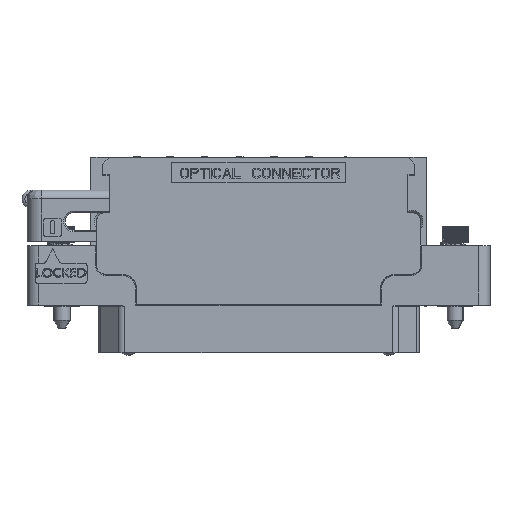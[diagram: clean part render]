
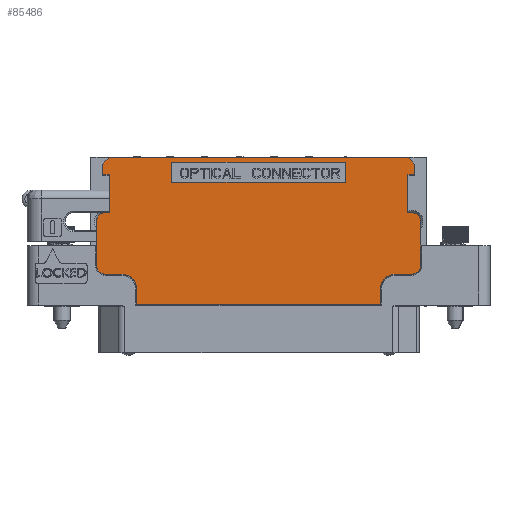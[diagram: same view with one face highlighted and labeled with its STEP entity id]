
A CAD part, top view. The second image highlights one B-rep face of the part: STEP entity #85486.
In plain terms, the highlighted planar face has unit normal (0, 0, 1).
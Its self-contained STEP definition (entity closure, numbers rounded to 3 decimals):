
#3546=DIRECTION('',(0.,1.,0.));
#3547=VECTOR('',#3546,7.6);
#3548=CARTESIAN_POINT('',(28.,6.85,7.));
#3549=LINE('',#3548,#3547);
#3930=CARTESIAN_POINT('',(-26.5,14.45,7.));
#3931=DIRECTION('',(0.,0.,1.));
#3932=DIRECTION('',(0.,1.,0.));
#3933=AXIS2_PLACEMENT_3D('',#3930,#3931,#3932);
#3935=DIRECTION('',(-1.,0.,0.));
#3936=VECTOR('',#3935,1.2);
#3937=CARTESIAN_POINT('',(-25.8,22.54,7.));
#3938=LINE('',#3937,#3936);
#3939=DIRECTION('',(0.,1.,0.));
#3940=VECTOR('',#3939,1.8);
#3941=CARTESIAN_POINT('',(-27.,22.54,7.));
#3942=LINE('',#3941,#3940);
#3943=DIRECTION('',(0.707,0.707,0.));
#3944=VECTOR('',#3943,1.697);
#3945=CARTESIAN_POINT('',(-27.,24.34,7.));
#3946=LINE('',#3945,#3944);
#3947=DIRECTION('',(-1.,0.,0.));
#3948=VECTOR('',#3947,51.6);
#3949=CARTESIAN_POINT('',(25.8,25.54,7.));
#3950=LINE('',#3949,#3948);
#3951=DIRECTION('',(0.707,-0.707,0.));
#3952=VECTOR('',#3951,1.697);
#3953=CARTESIAN_POINT('',(25.8,25.54,7.));
#3954=LINE('',#3953,#3952);
#3955=DIRECTION('',(0.,-1.,0.));
#3956=VECTOR('',#3955,1.8);
#3957=CARTESIAN_POINT('',(27.,24.34,7.));
#3958=LINE('',#3957,#3956);
#3959=DIRECTION('',(-1.,0.,0.));
#3960=VECTOR('',#3959,1.2);
#3961=CARTESIAN_POINT('',(27.,22.54,7.));
#3962=LINE('',#3961,#3960);
#3963=DIRECTION('',(1.,0.,0.));
#3964=VECTOR('',#3963,0.7);
#3965=CARTESIAN_POINT('',(25.8,15.95,7.));
#3966=LINE('',#3965,#3964);
#3967=CARTESIAN_POINT('',(26.5,14.45,7.));
#3968=DIRECTION('',(0.,0.,-1.));
#3969=DIRECTION('',(0.,1.,0.));
#3970=AXIS2_PLACEMENT_3D('',#3967,#3968,#3969);
#3972=CARTESIAN_POINT('',(26.5,6.85,7.));
#3973=DIRECTION('',(0.,0.,1.));
#3974=DIRECTION('',(0.,-1.,0.));
#3975=AXIS2_PLACEMENT_3D('',#3972,#3973,#3974);
#3977=CARTESIAN_POINT('',(23.643,2.75,7.));
#3978=DIRECTION('',(0.,0.,-1.));
#3979=DIRECTION('',(-1.,0.,0.));
#3980=AXIS2_PLACEMENT_3D('',#3977,#3978,#3979);
#3982=DIRECTION('',(0.,1.,0.));
#3983=VECTOR('',#3982,2.65);
#3984=CARTESIAN_POINT('',(21.043,0.1,7.));
#3985=LINE('',#3984,#3983);
#3986=DIRECTION('',(1.,0.,0.));
#3987=VECTOR('',#3986,42.086);
#3988=CARTESIAN_POINT('',(-21.043,0.1,7.));
#3989=LINE('',#3988,#3987);
#3990=DIRECTION('',(0.,-1.,0.));
#3991=VECTOR('',#3990,2.65);
#3992=CARTESIAN_POINT('',(-21.043,2.75,7.));
#3993=LINE('',#3992,#3991);
#3994=CARTESIAN_POINT('',(-23.643,2.75,7.));
#3995=DIRECTION('',(0.,0.,-1.));
#3996=DIRECTION('',(0.,1.,0.));
#3997=AXIS2_PLACEMENT_3D('',#3994,#3995,#3996);
#3999=CARTESIAN_POINT('',(-26.5,6.85,7.));
#4000=DIRECTION('',(0.,0.,1.));
#4001=DIRECTION('',(-1.,0.,0.));
#4002=AXIS2_PLACEMENT_3D('',#3999,#4000,#4001);
#4004=DIRECTION('',(0.,1.,0.));
#4005=VECTOR('',#4004,7.6);
#4006=CARTESIAN_POINT('',(-28.,6.85,7.));
#4007=LINE('',#4006,#4005);
#4008=DIRECTION('',(0.,-1.,0.));
#4009=VECTOR('',#4008,3.5);
#4010=CARTESIAN_POINT('',(-15.,24.69,7.));
#4011=LINE('',#4010,#4009);
#4012=DIRECTION('',(1.,0.,0.));
#4013=VECTOR('',#4012,30.);
#4014=CARTESIAN_POINT('',(-15.,21.19,7.));
#4015=LINE('',#4014,#4013);
#4016=DIRECTION('',(0.,1.,0.));
#4017=VECTOR('',#4016,3.5);
#4018=CARTESIAN_POINT('',(15.,21.19,7.));
#4019=LINE('',#4018,#4017);
#4020=DIRECTION('',(-1.,0.,0.));
#4021=VECTOR('',#4020,30.);
#4022=CARTESIAN_POINT('',(15.,24.69,7.));
#4023=LINE('',#4022,#4021);
#4533=DIRECTION('',(0.,-1.,0.));
#4534=VECTOR('',#4533,6.59);
#4535=CARTESIAN_POINT('',(-25.8,22.54,7.));
#4536=LINE('',#4535,#4534);
#5695=DIRECTION('',(0.,1.,0.));
#5696=VECTOR('',#5695,6.59);
#5697=CARTESIAN_POINT('',(25.8,15.95,7.));
#5698=LINE('',#5697,#5696);
#6741=DIRECTION('',(1.,0.,0.));
#6742=VECTOR('',#6741,2.857);
#6743=CARTESIAN_POINT('',(23.643,5.35,7.));
#6744=LINE('',#6743,#6742);
#6823=DIRECTION('',(1.,0.,0.));
#6824=VECTOR('',#6823,2.857);
#6825=CARTESIAN_POINT('',(-26.5,5.35,7.));
#6826=LINE('',#6825,#6824);
#32534=DIRECTION('',(-1.,0.,0.));
#32535=VECTOR('',#32534,0.7);
#32536=CARTESIAN_POINT('',(-25.8,15.95,7.));
#32537=LINE('',#32536,#32535);
#75110=CARTESIAN_POINT('',(25.8,25.54,7.));
#75111=CARTESIAN_POINT('',(27.,24.34,7.));
#75112=VERTEX_POINT('',#75110);
#75113=VERTEX_POINT('',#75111);
#75114=CARTESIAN_POINT('',(-27.,24.34,7.));
#75115=CARTESIAN_POINT('',(-25.8,25.54,7.));
#75116=VERTEX_POINT('',#75114);
#75117=VERTEX_POINT('',#75115);
#75148=CARTESIAN_POINT('',(26.5,15.95,7.));
#75150=VERTEX_POINT('',#75148);
#75152=CARTESIAN_POINT('',(25.8,15.95,7.));
#75153=VERTEX_POINT('',#75152);
#75158=CARTESIAN_POINT('',(28.,14.45,7.));
#75159=VERTEX_POINT('',#75158);
#75663=CARTESIAN_POINT('',(-25.8,22.54,7.));
#75664=CARTESIAN_POINT('',(-27.,22.54,7.));
#75665=VERTEX_POINT('',#75663);
#75666=VERTEX_POINT('',#75664);
#75667=CARTESIAN_POINT('',(27.,22.54,7.));
#75668=CARTESIAN_POINT('',(25.8,22.54,7.));
#75669=VERTEX_POINT('',#75667);
#75670=VERTEX_POINT('',#75668);
#75671=CARTESIAN_POINT('',(-25.8,15.95,7.));
#75672=VERTEX_POINT('',#75671);
#75704=CARTESIAN_POINT('',(26.5,5.35,7.));
#75705=CARTESIAN_POINT('',(28.,6.85,7.));
#75706=VERTEX_POINT('',#75704);
#75707=VERTEX_POINT('',#75705);
#75708=CARTESIAN_POINT('',(-28.,6.85,7.));
#75709=CARTESIAN_POINT('',(-26.5,5.35,7.));
#75710=VERTEX_POINT('',#75708);
#75711=VERTEX_POINT('',#75709);
#75724=CARTESIAN_POINT('',(-23.643,5.35,7.));
#75725=CARTESIAN_POINT('',(-21.043,2.75,7.));
#75726=VERTEX_POINT('',#75724);
#75727=VERTEX_POINT('',#75725);
#75728=CARTESIAN_POINT('',(-21.043,0.1,7.));
#75729=VERTEX_POINT('',#75728);
#75730=CARTESIAN_POINT('',(21.043,0.1,7.));
#75731=VERTEX_POINT('',#75730);
#75732=CARTESIAN_POINT('',(21.043,2.75,7.));
#75733=VERTEX_POINT('',#75732);
#75734=CARTESIAN_POINT('',(23.643,5.35,7.));
#75735=VERTEX_POINT('',#75734);
#75992=CARTESIAN_POINT('',(-15.,24.69,7.));
#75993=VERTEX_POINT('',#75992);
#75994=CARTESIAN_POINT('',(-15.,21.19,7.));
#75995=VERTEX_POINT('',#75994);
#75996=CARTESIAN_POINT('',(15.,21.19,7.));
#75997=VERTEX_POINT('',#75996);
#75998=CARTESIAN_POINT('',(15.,24.69,7.));
#75999=VERTEX_POINT('',#75998);
#77488=CARTESIAN_POINT('',(-26.5,15.95,7.));
#77489=CARTESIAN_POINT('',(-28.,14.45,7.));
#77490=VERTEX_POINT('',#77488);
#77491=VERTEX_POINT('',#77489);
#85424=CARTESIAN_POINT('',(0.,0.,7.));
#85425=DIRECTION('',(0.,0.,1.));
#85426=DIRECTION('',(1.,0.,0.));
#85427=AXIS2_PLACEMENT_3D('',#85424,#85425,#85426);
#85428=PLANE('',#85427);
#85430=ORIENTED_EDGE('',*,*,#85429,.F.);
#85432=ORIENTED_EDGE('',*,*,#85431,.F.);
#85434=ORIENTED_EDGE('',*,*,#85433,.F.);
#85436=ORIENTED_EDGE('',*,*,#85435,.T.);
#85438=ORIENTED_EDGE('',*,*,#85437,.T.);
#85440=ORIENTED_EDGE('',*,*,#85439,.T.);
#85442=ORIENTED_EDGE('',*,*,#85441,.F.);
#85444=ORIENTED_EDGE('',*,*,#85443,.T.);
#85446=ORIENTED_EDGE('',*,*,#85445,.T.);
#85448=ORIENTED_EDGE('',*,*,#85447,.T.);
#85450=ORIENTED_EDGE('',*,*,#85449,.F.);
#85452=ORIENTED_EDGE('',*,*,#85451,.T.);
#85454=ORIENTED_EDGE('',*,*,#85453,.T.);
#85455=ORIENTED_EDGE('',*,*,#85071,.F.);
#85457=ORIENTED_EDGE('',*,*,#85456,.F.);
#85459=ORIENTED_EDGE('',*,*,#85458,.F.);
#85461=ORIENTED_EDGE('',*,*,#85460,.F.);
#85463=ORIENTED_EDGE('',*,*,#85462,.F.);
#85465=ORIENTED_EDGE('',*,*,#85464,.F.);
#85467=ORIENTED_EDGE('',*,*,#85466,.F.);
#85469=ORIENTED_EDGE('',*,*,#85468,.F.);
#85471=ORIENTED_EDGE('',*,*,#85470,.F.);
#85472=ORIENTED_EDGE('',*,*,#85381,.F.);
#85473=ORIENTED_EDGE('',*,*,#84986,.T.);
#85474=EDGE_LOOP('',(#85430,#85432,#85434,#85436,#85438,#85440,#85442,#85444,
#85446,#85448,#85450,#85452,#85454,#85455,#85457,#85459,#85461,#85463,#85465,
#85467,#85469,#85471,#85472,#85473));
#85475=FACE_OUTER_BOUND('',#85474,.F.);
#85477=ORIENTED_EDGE('',*,*,#85476,.T.);
#85479=ORIENTED_EDGE('',*,*,#85478,.T.);
#85481=ORIENTED_EDGE('',*,*,#85480,.T.);
#85483=ORIENTED_EDGE('',*,*,#85482,.T.);
#85484=EDGE_LOOP('',(#85477,#85479,#85481,#85483));
#85485=FACE_BOUND('',#85484,.F.);
#85486=ADVANCED_FACE('',(#85475,#85485),#85428,.T.);
#3934=CIRCLE('',#3933,1.5);
#3971=CIRCLE('',#3970,1.5);
#3976=CIRCLE('',#3975,1.5);
#3981=CIRCLE('',#3980,2.6);
#3998=CIRCLE('',#3997,2.6);
#4003=CIRCLE('',#4002,1.5);
#84986=EDGE_CURVE('',#75710,#77491,#4007,.T.);
#85071=EDGE_CURVE('',#75707,#75159,#3549,.T.);
#85381=EDGE_CURVE('',#75710,#75711,#4003,.T.);
#85429=EDGE_CURVE('',#77490,#77491,#3934,.T.);
#85431=EDGE_CURVE('',#75672,#77490,#32537,.T.);
#85433=EDGE_CURVE('',#75665,#75672,#4536,.T.);
#85435=EDGE_CURVE('',#75665,#75666,#3938,.T.);
#85437=EDGE_CURVE('',#75666,#75116,#3942,.T.);
#85439=EDGE_CURVE('',#75116,#75117,#3946,.T.);
#85441=EDGE_CURVE('',#75112,#75117,#3950,.T.);
#85443=EDGE_CURVE('',#75112,#75113,#3954,.T.);
#85445=EDGE_CURVE('',#75113,#75669,#3958,.T.);
#85447=EDGE_CURVE('',#75669,#75670,#3962,.T.);
#85449=EDGE_CURVE('',#75153,#75670,#5698,.T.);
#85451=EDGE_CURVE('',#75153,#75150,#3966,.T.);
#85453=EDGE_CURVE('',#75150,#75159,#3971,.T.);
#85456=EDGE_CURVE('',#75706,#75707,#3976,.T.);
#85458=EDGE_CURVE('',#75735,#75706,#6744,.T.);
#85460=EDGE_CURVE('',#75733,#75735,#3981,.T.);
#85462=EDGE_CURVE('',#75731,#75733,#3985,.T.);
#85464=EDGE_CURVE('',#75729,#75731,#3989,.T.);
#85466=EDGE_CURVE('',#75727,#75729,#3993,.T.);
#85468=EDGE_CURVE('',#75726,#75727,#3998,.T.);
#85470=EDGE_CURVE('',#75711,#75726,#6826,.T.);
#85476=EDGE_CURVE('',#75993,#75995,#4011,.T.);
#85478=EDGE_CURVE('',#75995,#75997,#4015,.T.);
#85480=EDGE_CURVE('',#75997,#75999,#4019,.T.);
#85482=EDGE_CURVE('',#75999,#75993,#4023,.T.);
